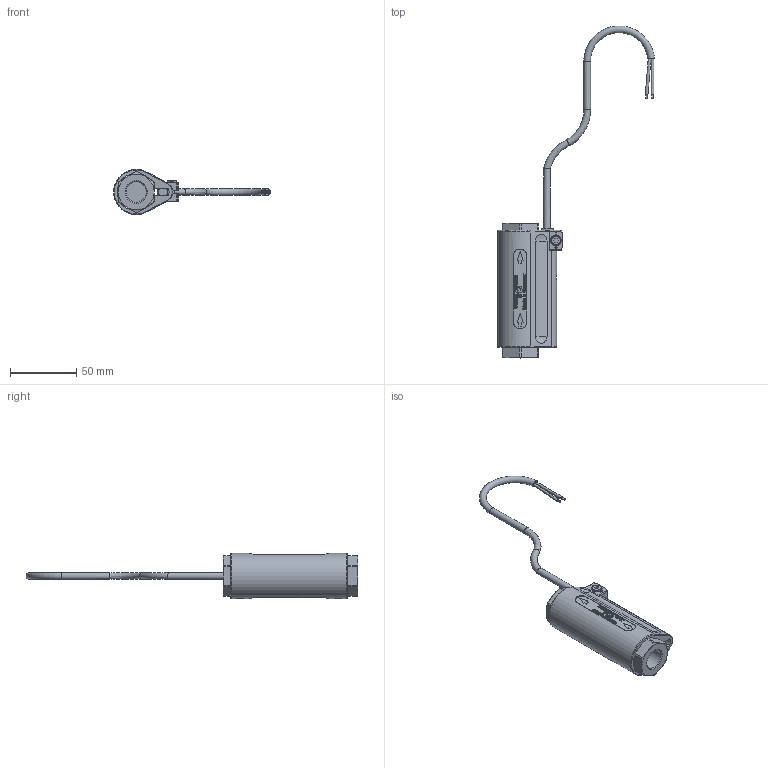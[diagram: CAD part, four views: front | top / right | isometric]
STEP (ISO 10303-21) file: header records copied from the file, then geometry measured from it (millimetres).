
FILE_DESCRIPTION(/* description */ ('Unknown'),/* implementation_level */ '2;1');
FILE_NAME(/* name */ '200005558',/* time_stamp */ '2020-07-15T07:25:52+02:00',/* author */ ('Unknown'),/* organization */ ('Unknown'),/* preprocessor_version */ 'ST-DEVELOPER v16.7',/* originating_system */ 'Solid Edge',/* authorisation */ 'Unknown');
FILE_SCHEMA (('AUTOMOTIVE_DESIGN {1 0 10303 214 3 1 1}'));
Products named in the file (1): 200005558
Bounding box: 118.02 x 249.94 x 34 mm (x, y, z)
Volume: 98399.9 mm3; surface area: 40277 mm2
Topology: 1 solids, 1 shells, 1277 faces, 3240 edges, 2127 vertices
Faces by surface type: plane 850, bspline 205, cylinder 161, cone 43, sphere 12, torus 6
Full cylindrical faces by diameter (mm): 0.203 x4, 3.1 x1, 3.12 x1, 4 x1, 4.2 x2, 5.1 x2, 6 x2, 6.5 x1, 7 x1, 8 x2, 9 x1, 15.33 x2
Entity records: 58417 total; most frequent: CARTESIAN_POINT 21640, ORIENTED_EDGE 6322, DIRECTION 4446, EDGE_CURVE 3161, VERTEX_POINT 2118, LINE 1532, VECTOR 1532, EDGE_LOOP 1527
